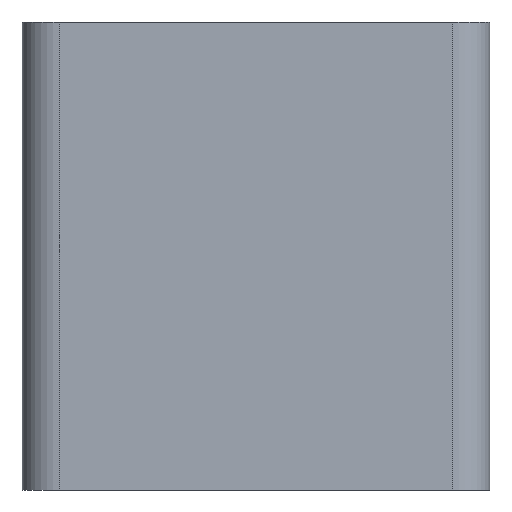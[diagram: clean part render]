
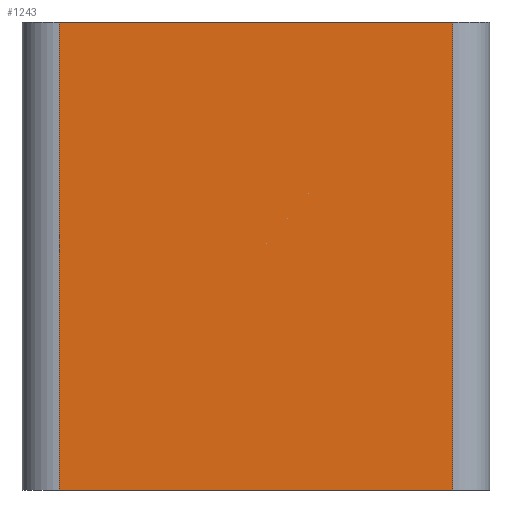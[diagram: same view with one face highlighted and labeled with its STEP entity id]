
A CAD part, left-side view. The second image highlights one B-rep face of the part: STEP entity #1243.
In plain terms, the highlighted planar face has unit normal (-1, 0, 0).
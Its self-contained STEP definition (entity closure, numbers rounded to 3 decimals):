
#47 = CARTESIAN_POINT ( 'NONE',  ( -30., 4., -25. ) ) ;
#48 = DIRECTION ( 'NONE',  ( 0., -1., 0. ) ) ;
#82 = CARTESIAN_POINT ( 'NONE',  ( -30., 46., 25. ) ) ;
#100 = CARTESIAN_POINT ( 'NONE',  ( -30., 4., -25. ) ) ;
#108 = CARTESIAN_POINT ( 'NONE',  ( -30., 4., 25. ) ) ;
#111 = CARTESIAN_POINT ( 'NONE',  ( -30., 46., -25. ) ) ;
#191 = VECTOR ( 'NONE', #724, 1000. ) ;
#274 = ORIENTED_EDGE ( 'NONE', *, *, #1331, .T. ) ;
#278 = ORIENTED_EDGE ( 'NONE', *, *, #1204, .F. ) ;
#280 = ORIENTED_EDGE ( 'NONE', *, *, #1300, .F. ) ;
#420 = CARTESIAN_POINT ( 'NONE',  ( -30., 46., 25. ) ) ;
#421 = DIRECTION ( 'NONE',  ( 0., 0., -1. ) ) ;
#440 = LINE ( 'NONE', #420, #1059 ) ;
#501 = LINE ( 'NONE', #47, #1903 ) ;
#645 = CARTESIAN_POINT ( 'NONE',  ( -30., 4., 25. ) ) ;
#673 = DIRECTION ( 'NONE',  ( 1., 0., 0. ) ) ;
#674 = DIRECTION ( 'NONE',  ( 0., 0., -1. ) ) ;
#703 = LINE ( 'NONE', #725, #191 ) ;
#724 = DIRECTION ( 'NONE',  ( 0., 0., -1. ) ) ;
#725 = CARTESIAN_POINT ( 'NONE',  ( -30., 4., 25. ) ) ;
#762 = AXIS2_PLACEMENT_3D ( 'NONE', #645, #673, #674 ) ;
#891 = VECTOR ( 'NONE', #1720, 1000. ) ;
#991 = FACE_OUTER_BOUND ( 'NONE', #1616, .T. ) ;
#996 = PLANE ( 'NONE',  #762 ) ;
#1059 = VECTOR ( 'NONE', #421, 1000. ) ;
#1204 = EDGE_CURVE ( 'NONE', #1504, #1489, #703, .T. ) ;
#1243 = ADVANCED_FACE ( 'NONE', ( #991 ), #996, .F. ) ;
#1284 = EDGE_CURVE ( 'NONE', #1466, #1506, #440, .T. ) ;
#1300 = EDGE_CURVE ( 'NONE', #1466, #1504, #1718, .T. ) ;
#1331 = EDGE_CURVE ( 'NONE', #1506, #1489, #501, .T. ) ;
#1407 = ORIENTED_EDGE ( 'NONE', *, *, #1284, .T. ) ;
#1466 = VERTEX_POINT ( 'NONE', #82 ) ;
#1489 = VERTEX_POINT ( 'NONE', #100 ) ;
#1504 = VERTEX_POINT ( 'NONE', #108 ) ;
#1506 = VERTEX_POINT ( 'NONE', #111 ) ;
#1616 = EDGE_LOOP ( 'NONE', ( #274, #278, #280, #1407 ) ) ;
#1718 = LINE ( 'NONE', #1719, #891 ) ;
#1719 = CARTESIAN_POINT ( 'NONE',  ( -30., 4., 25. ) ) ;
#1720 = DIRECTION ( 'NONE',  ( 0., -1., 0. ) ) ;
#1903 = VECTOR ( 'NONE', #48, 1000. ) ;
